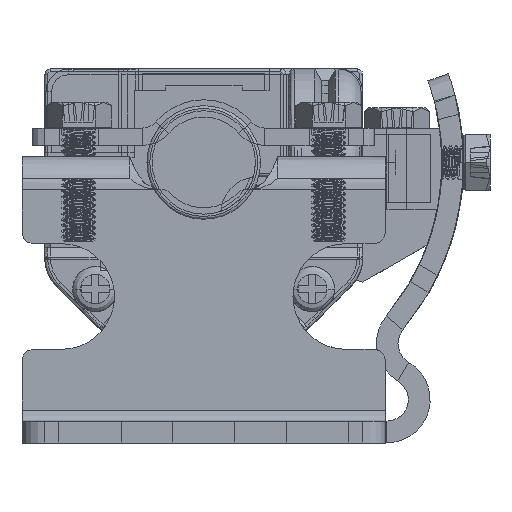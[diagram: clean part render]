
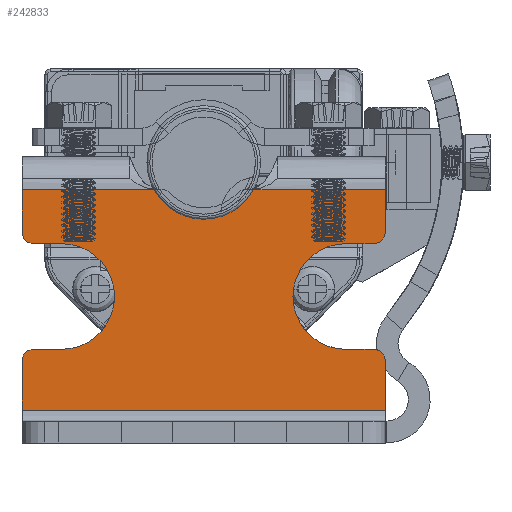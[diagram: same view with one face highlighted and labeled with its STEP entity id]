
A CAD part, front view. The second image highlights one B-rep face of the part: STEP entity #242833.
In plain terms, the highlighted planar face has unit normal (0, -1, 0).
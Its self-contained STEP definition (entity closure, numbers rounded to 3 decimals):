
#232291=CARTESIAN_POINT('',(-3.666,-1.9,21.3));
#232292=DIRECTION('',(0.,-1.,0.));
#232293=DIRECTION('',(0.733,0.,0.68));
#232294=AXIS2_PLACEMENT_3D('',#232291,#232292,#232293);
#232296=CARTESIAN_POINT('',(0.,-1.9,24.7));
#232297=DIRECTION('',(0.,1.,0.));
#232298=DIRECTION('',(0.733,0.,-0.68));
#232299=AXIS2_PLACEMENT_3D('',#232296,#232297,#232298);
#232301=CARTESIAN_POINT('',(3.666,-1.9,21.3));
#232302=DIRECTION('',(0.,-1.,0.));
#232303=DIRECTION('',(0.,0.,1.));
#232304=AXIS2_PLACEMENT_3D('',#232301,#232302,#232303);
#232306=DIRECTION('',(-1.,0.,0.));
#232307=VECTOR('',#232306,0.313);
#232308=CARTESIAN_POINT('',(3.979,-1.9,22.3));
#232309=LINE('',#232308,#232307);
#232310=CARTESIAN_POINT('',(15.,-1.9,18.55));
#232311=DIRECTION('',(0.,-1.,0.));
#232312=DIRECTION('',(0.,0.,-1.));
#232313=AXIS2_PLACEMENT_3D('',#232310,#232311,#232312);
#232315=DIRECTION('',(-1.,0.,0.));
#232316=VECTOR('',#232315,2.5);
#232317=CARTESIAN_POINT('',(15.,-1.9,17.55));
#232318=LINE('',#232317,#232316);
#232319=CARTESIAN_POINT('',(12.5,-1.9,12.9));
#232320=DIRECTION('',(0.,-1.,0.));
#232321=DIRECTION('',(0.,0.,1.));
#232322=AXIS2_PLACEMENT_3D('',#232319,#232320,#232321);
#232324=DIRECTION('',(-1.,0.,0.));
#232325=VECTOR('',#232324,2.5);
#232326=CARTESIAN_POINT('',(15.,-1.9,8.25));
#232327=LINE('',#232326,#232325);
#232328=CARTESIAN_POINT('',(15.,-1.9,7.25));
#232329=DIRECTION('',(0.,-1.,0.));
#232330=DIRECTION('',(1.,0.,0.));
#232331=AXIS2_PLACEMENT_3D('',#232328,#232329,#232330);
#232333=DIRECTION('',(1.,0.,0.));
#232334=VECTOR('',#232333,32.);
#232335=CARTESIAN_POINT('',(-16.,-1.9,2.9));
#232336=LINE('',#232335,#232334);
#232337=CARTESIAN_POINT('',(-15.,-1.9,7.25));
#232338=DIRECTION('',(0.,-1.,0.));
#232339=DIRECTION('',(0.,0.,1.));
#232340=AXIS2_PLACEMENT_3D('',#232337,#232338,#232339);
#232342=DIRECTION('',(1.,0.,0.));
#232343=VECTOR('',#232342,2.5);
#232344=CARTESIAN_POINT('',(-15.,-1.9,8.25));
#232345=LINE('',#232344,#232343);
#232346=CARTESIAN_POINT('',(-12.5,-1.9,12.9));
#232347=DIRECTION('',(0.,-1.,0.));
#232348=DIRECTION('',(0.,0.,-1.));
#232349=AXIS2_PLACEMENT_3D('',#232346,#232347,#232348);
#232351=DIRECTION('',(1.,0.,0.));
#232352=VECTOR('',#232351,2.5);
#232353=CARTESIAN_POINT('',(-15.,-1.9,17.55));
#232354=LINE('',#232353,#232352);
#232355=CARTESIAN_POINT('',(-15.,-1.9,18.55));
#232356=DIRECTION('',(0.,-1.,0.));
#232357=DIRECTION('',(-1.,0.,0.));
#232358=AXIS2_PLACEMENT_3D('',#232355,#232356,#232357);
#232360=DIRECTION('',(-1.,0.,0.));
#232361=VECTOR('',#232360,0.313);
#232362=CARTESIAN_POINT('',(-3.666,-1.9,22.3));
#232363=LINE('',#232362,#232361);
#232619=CARTESIAN_POINT('',(-3.979,-1.9,22.3));
#232621=DIRECTION('',(1.,0.,0.));
#232622=VECTOR('',#232621,12.021);
#232623=CARTESIAN_POINT('',(-16.,-1.9,22.3));
#232624=LINE('',#232623,#232622);
#233121=CARTESIAN_POINT('',(3.979,-1.9,22.3));
#233145=DIRECTION('',(1.,0.,0.));
#233146=VECTOR('',#233145,12.021);
#233147=CARTESIAN_POINT('',(3.979,-1.9,22.3));
#233148=LINE('',#233147,#233146);
#233169=DIRECTION('',(0.,0.,1.));
#233170=VECTOR('',#233169,3.75);
#233171=CARTESIAN_POINT('',(16.,-1.9,18.55));
#233172=LINE('',#233171,#233170);
#233205=DIRECTION('',(0.,0.,1.));
#233206=VECTOR('',#233205,4.35);
#233207=CARTESIAN_POINT('',(16.,-1.9,2.9));
#233208=LINE('',#233207,#233206);
#239246=DIRECTION('',(0.,0.,1.));
#239247=VECTOR('',#239246,3.75);
#239248=CARTESIAN_POINT('',(-16.,-1.9,18.55));
#239249=LINE('',#239248,#239247);
#239270=DIRECTION('',(0.,0.,1.));
#239271=VECTOR('',#239270,4.35);
#239272=CARTESIAN_POINT('',(-16.,-1.9,2.9));
#239273=LINE('',#239272,#239271);
#241819=CARTESIAN_POINT('',(12.5,-1.9,17.55));
#241820=CARTESIAN_POINT('',(12.5,-1.9,8.25));
#241821=VERTEX_POINT('',#241819);
#241822=VERTEX_POINT('',#241820);
#241823=CARTESIAN_POINT('',(-12.5,-1.9,8.25));
#241824=CARTESIAN_POINT('',(-12.5,-1.9,17.55));
#241825=VERTEX_POINT('',#241823);
#241826=VERTEX_POINT('',#241824);
#241851=CARTESIAN_POINT('',(16.,-1.9,7.25));
#241852=VERTEX_POINT('',#241851);
#241853=CARTESIAN_POINT('',(15.,-1.9,8.25));
#241854=VERTEX_POINT('',#241853);
#241859=CARTESIAN_POINT('',(15.,-1.9,17.55));
#241860=VERTEX_POINT('',#241859);
#241861=CARTESIAN_POINT('',(16.,-1.9,18.55));
#241862=VERTEX_POINT('',#241861);
#241867=CARTESIAN_POINT('',(-16.,-1.9,18.55));
#241868=VERTEX_POINT('',#241867);
#241869=CARTESIAN_POINT('',(-15.,-1.9,17.55));
#241870=VERTEX_POINT('',#241869);
#241875=CARTESIAN_POINT('',(-15.,-1.9,8.25));
#241876=VERTEX_POINT('',#241875);
#241877=CARTESIAN_POINT('',(-16.,-1.9,7.25));
#241878=VERTEX_POINT('',#241877);
#241887=CARTESIAN_POINT('',(-16.,-1.9,2.9));
#241888=VERTEX_POINT('',#241887);
#241889=CARTESIAN_POINT('',(-16.,-1.9,22.3));
#241890=VERTEX_POINT('',#241889);
#241891=CARTESIAN_POINT('',(16.,-1.9,2.9));
#241892=VERTEX_POINT('',#241891);
#241893=CARTESIAN_POINT('',(16.,-1.9,22.3));
#241894=VERTEX_POINT('',#241893);
#241985=VERTEX_POINT('',#232619);
#241986=VERTEX_POINT('',#233121);
#241995=CARTESIAN_POINT('',(-2.933,-1.9,21.98));
#241996=VERTEX_POINT('',#241995);
#241997=CARTESIAN_POINT('',(-3.666,-1.9,22.3));
#241998=VERTEX_POINT('',#241997);
#242003=CARTESIAN_POINT('',(3.666,-1.9,22.3));
#242004=VERTEX_POINT('',#242003);
#242005=CARTESIAN_POINT('',(2.933,-1.9,21.98));
#242006=VERTEX_POINT('',#242005);
#242783=CARTESIAN_POINT('',(-16.,-1.9,2.9));
#242784=DIRECTION('',(0.,1.,0.));
#242785=DIRECTION('',(0.,0.,1.));
#242786=AXIS2_PLACEMENT_3D('',#242783,#242784,#242785);
#242787=PLANE('',#242786);
#242789=ORIENTED_EDGE('',*,*,#242788,.F.);
#242791=ORIENTED_EDGE('',*,*,#242790,.F.);
#242793=ORIENTED_EDGE('',*,*,#242792,.F.);
#242795=ORIENTED_EDGE('',*,*,#242794,.F.);
#242797=ORIENTED_EDGE('',*,*,#242796,.T.);
#242799=ORIENTED_EDGE('',*,*,#242798,.F.);
#242801=ORIENTED_EDGE('',*,*,#242800,.F.);
#242803=ORIENTED_EDGE('',*,*,#242802,.T.);
#242805=ORIENTED_EDGE('',*,*,#242804,.T.);
#242807=ORIENTED_EDGE('',*,*,#242806,.F.);
#242809=ORIENTED_EDGE('',*,*,#242808,.F.);
#242811=ORIENTED_EDGE('',*,*,#242810,.F.);
#242812=ORIENTED_EDGE('',*,*,#242776,.F.);
#242814=ORIENTED_EDGE('',*,*,#242813,.T.);
#242816=ORIENTED_EDGE('',*,*,#242815,.F.);
#242818=ORIENTED_EDGE('',*,*,#242817,.T.);
#242820=ORIENTED_EDGE('',*,*,#242819,.T.);
#242822=ORIENTED_EDGE('',*,*,#242821,.F.);
#242824=ORIENTED_EDGE('',*,*,#242823,.F.);
#242826=ORIENTED_EDGE('',*,*,#242825,.T.);
#242828=ORIENTED_EDGE('',*,*,#242827,.T.);
#242830=ORIENTED_EDGE('',*,*,#242829,.F.);
#242831=EDGE_LOOP('',(#242789,#242791,#242793,#242795,#242797,#242799,#242801,
#242803,#242805,#242807,#242809,#242811,#242812,#242814,#242816,#242818,#242820,
#242822,#242824,#242826,#242828,#242830));
#242832=FACE_OUTER_BOUND('',#242831,.F.);
#242833=ADVANCED_FACE('',(#242832),#242787,.F.);
#232295=CIRCLE('',#232294,1.);
#232300=CIRCLE('',#232299,4.);
#232305=CIRCLE('',#232304,1.);
#232314=CIRCLE('',#232313,1.);
#232323=CIRCLE('',#232322,4.65);
#232332=CIRCLE('',#232331,1.);
#232341=CIRCLE('',#232340,1.);
#232350=CIRCLE('',#232349,4.65);
#232359=CIRCLE('',#232358,1.);
#242776=EDGE_CURVE('',#241888,#241892,#232336,.T.);
#242788=EDGE_CURVE('',#241996,#241998,#232295,.T.);
#242790=EDGE_CURVE('',#242006,#241996,#232300,.T.);
#242792=EDGE_CURVE('',#242004,#242006,#232305,.T.);
#242794=EDGE_CURVE('',#241986,#242004,#232309,.T.);
#242796=EDGE_CURVE('',#241986,#241894,#233148,.T.);
#242798=EDGE_CURVE('',#241862,#241894,#233172,.T.);
#242800=EDGE_CURVE('',#241860,#241862,#232314,.T.);
#242802=EDGE_CURVE('',#241860,#241821,#232318,.T.);
#242804=EDGE_CURVE('',#241821,#241822,#232323,.T.);
#242806=EDGE_CURVE('',#241854,#241822,#232327,.T.);
#242808=EDGE_CURVE('',#241852,#241854,#232332,.T.);
#242810=EDGE_CURVE('',#241892,#241852,#233208,.T.);
#242813=EDGE_CURVE('',#241888,#241878,#239273,.T.);
#242815=EDGE_CURVE('',#241876,#241878,#232341,.T.);
#242817=EDGE_CURVE('',#241876,#241825,#232345,.T.);
#242819=EDGE_CURVE('',#241825,#241826,#232350,.T.);
#242821=EDGE_CURVE('',#241870,#241826,#232354,.T.);
#242823=EDGE_CURVE('',#241868,#241870,#232359,.T.);
#242825=EDGE_CURVE('',#241868,#241890,#239249,.T.);
#242827=EDGE_CURVE('',#241890,#241985,#232624,.T.);
#242829=EDGE_CURVE('',#241998,#241985,#232363,.T.);
